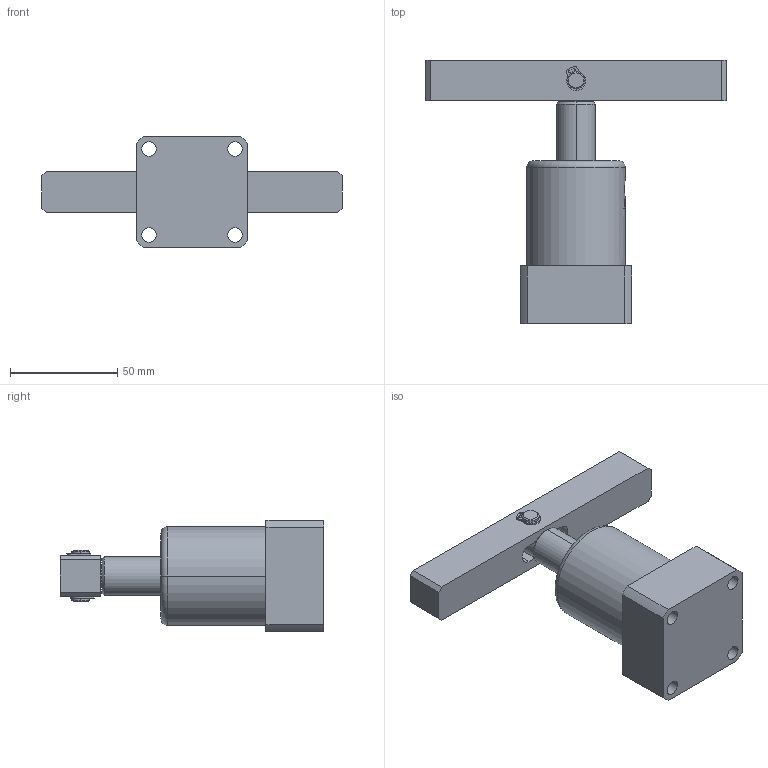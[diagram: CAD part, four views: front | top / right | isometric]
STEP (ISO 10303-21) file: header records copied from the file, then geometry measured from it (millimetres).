
FILE_DESCRIPTION (( 'STEP AP203' ), '1' );
FILE_NAME ('HSL-25D.STEP', '2019-10-05T08:10:33', ( '微软用户' ), ( '微软中国' ), 'SwSTEP 2.0', 'SolidWorks 2012', '' );
FILE_SCHEMA (( 'CONFIG_CONTROL_DESIGN' ));
Length unit declared in the file: millimetre
Products named in the file (6): HSL-25蛌褒詰揤旋杻秶; HSL-25蛌褒詰隅弇种; HSL-25蛌褒詰嶺裝; HSL-25D蛌褒詰掛极; HSL-25D; external circlip_bsi_BS 3673-4 - S007M
Assembly tree (6 placements, depth 2):
  HSL-25D
    HSL-25蛌褒詰揤旋杻秶
    HSL-25蛌褒詰嶺裝
    HSL-25蛌褒詰隅弇种
    HSL-25D蛌褒詰掛极
    external circlip_bsi_BS 3673-4 - S007M  x2
Bounding box: 140 x 123 x 52 mm (x, y, z)
Volume: 191806.9 mm3; surface area: 43793.8 mm2
Topology: 6 solids, 6 shells, 204 faces, 518 edges, 340 vertices
Faces by surface type: plane 97, cylinder 77, bspline 16, cone 8, torus 6
Entity records: 6803 total; most frequent: CARTESIAN_POINT 1879, ORIENTED_EDGE 886, DIRECTION 885, EDGE_CURVE 443, AXIS2_PLACEMENT_3D 320, VERTEX_POINT 290, LINE 245, VECTOR 245
